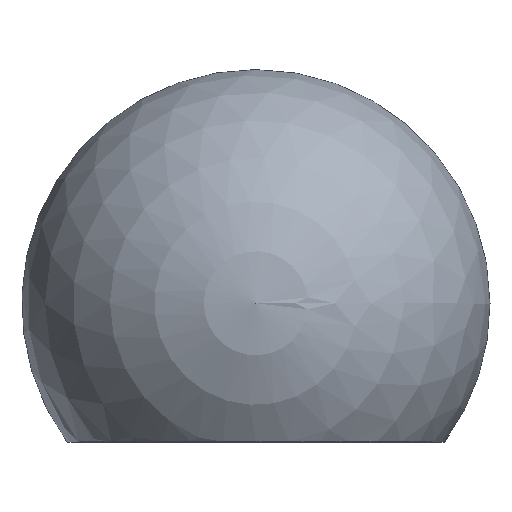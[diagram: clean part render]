
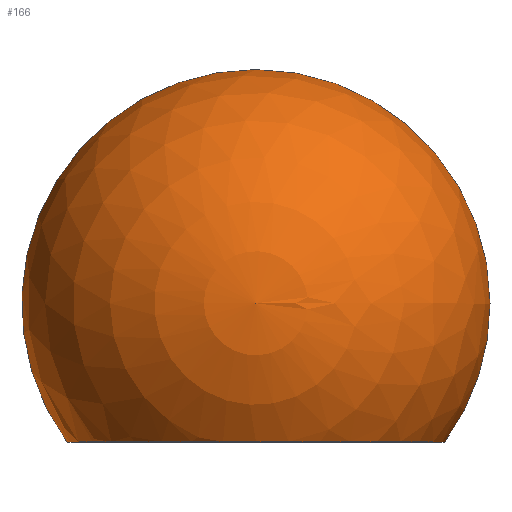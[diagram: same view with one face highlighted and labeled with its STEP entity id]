
A CAD part, top view. The second image highlights one B-rep face of the part: STEP entity #166.
In plain terms, the highlighted spherical face has radius 27.65 mm.
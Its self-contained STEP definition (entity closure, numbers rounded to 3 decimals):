
#4 = EDGE_LOOP ( 'NONE', ( #228, #47, #45 ) ) ;
#11 = AXIS2_PLACEMENT_3D ( 'NONE', #16, #186, #77 ) ;
#16 = CARTESIAN_POINT ( 'NONE',  ( 0., 24.081, 0. ) ) ;
#18 = CIRCLE ( 'NONE', #210, 27.65 ) ;
#36 = DIRECTION ( 'NONE',  ( 1., 0., 0. ) ) ;
#45 = ORIENTED_EDGE ( 'NONE', *, *, #137, .T. ) ;
#47 = ORIENTED_EDGE ( 'NONE', *, *, #100, .T. ) ;
#77 = DIRECTION ( 'NONE',  ( -1., 0., 0. ) ) ;
#80 = AXIS2_PLACEMENT_3D ( 'NONE', #225, #159, #98 ) ;
#96 = DIRECTION ( 'NONE',  ( 0., 0., 1. ) ) ;
#98 = DIRECTION ( 'NONE',  ( 1., 0., 0. ) ) ;
#99 = DIRECTION ( 'NONE',  ( 0., 1., 0. ) ) ;
#100 = EDGE_CURVE ( 'NONE', #257, #242, #133, .T. ) ;
#104 = CARTESIAN_POINT ( 'NONE',  ( -22.298, 7.731, 0. ) ) ;
#109 = VERTEX_POINT ( 'NONE', #244 ) ;
#119 = CARTESIAN_POINT ( 'NONE',  ( 0., 24.081, 0. ) ) ;
#125 = CIRCLE ( 'NONE', #11, 27.65 ) ;
#133 = CIRCLE ( 'NONE', #147, 22.298 ) ;
#137 = EDGE_CURVE ( 'NONE', #242, #109, #18, .T. ) ;
#138 = CARTESIAN_POINT ( 'NONE',  ( 22.298, 7.731, 0. ) ) ;
#147 = AXIS2_PLACEMENT_3D ( 'NONE', #270, #99, #96 ) ;
#158 = FACE_OUTER_BOUND ( 'NONE', #4, .T. ) ;
#159 = DIRECTION ( 'NONE',  ( 0., 0., -1. ) ) ;
#166 = ADVANCED_FACE ( 'NONE', ( #158 ), #224, .T. ) ;
#186 = DIRECTION ( 'NONE',  ( 0., 0., -1. ) ) ;
#210 = AXIS2_PLACEMENT_3D ( 'NONE', #119, #247, #36 ) ;
#223 = EDGE_CURVE ( 'NONE', #257, #109, #125, .T. ) ;
#224 = SPHERICAL_SURFACE ( 'NONE', #80, 27.65 ) ;
#225 = CARTESIAN_POINT ( 'NONE',  ( 0., 24.081, 0. ) ) ;
#228 = ORIENTED_EDGE ( 'NONE', *, *, #223, .F. ) ;
#242 = VERTEX_POINT ( 'NONE', #138 ) ;
#244 = CARTESIAN_POINT ( 'NONE',  ( 0., 51.731, 0. ) ) ;
#247 = DIRECTION ( 'NONE',  ( 0., 0., 1. ) ) ;
#257 = VERTEX_POINT ( 'NONE', #104 ) ;
#270 = CARTESIAN_POINT ( 'NONE',  ( 0., 7.731, 0. ) ) ;
